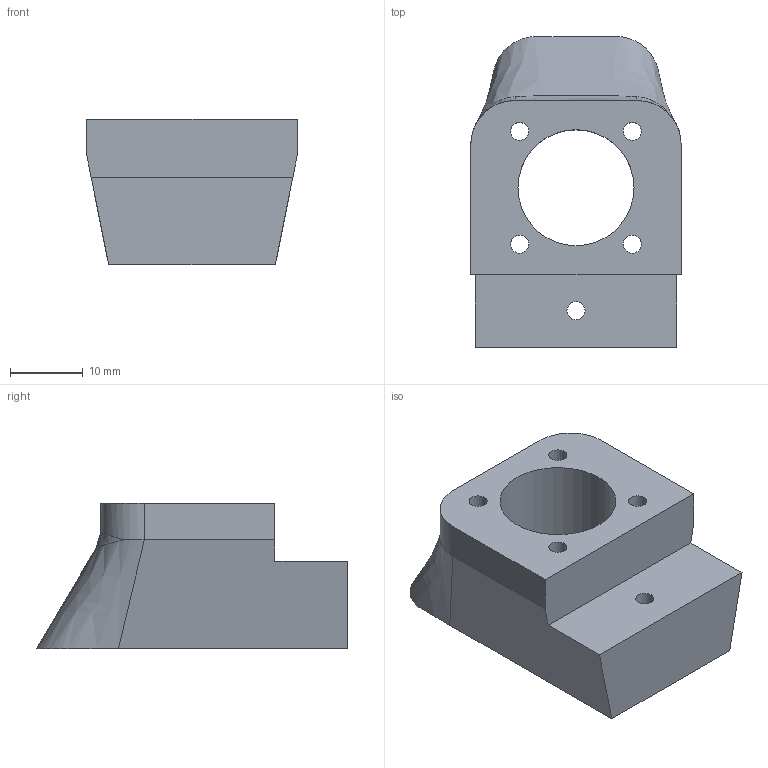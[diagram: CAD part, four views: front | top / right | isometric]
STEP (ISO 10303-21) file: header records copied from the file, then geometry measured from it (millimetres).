
FILE_DESCRIPTION(/* description */ (''),/* implementation_level */ '2;1');
FILE_NAME(/* name */ 'dragon_neck_20mm_v1.step',/* time_stamp */ '2023-01-28T13:14:49-08:00',/* author */ (''),/* organization */ (''),/* preprocessor_version */ 'ST-DEVELOPER v19.2',/* originating_system */ 'Autodesk Translation Framework v11.17.0.187',/* authorisation */ '');
FILE_SCHEMA (('AUTOMOTIVE_DESIGN { 1 0 10303 214 3 1 1 }'));
Length unit declared in the file: millimetre
Products named in the file (1): dragon_neck_20mm
Bounding box: 29 x 42.88 x 20 mm (x, y, z)
Volume: 12634.9 mm3; surface area: 5607.4 mm2
Topology: 1 solids, 1 shells, 34 faces, 100 edges, 67 vertices
Faces by surface type: plane 17, cylinder 13, bspline 4
Full cylindrical faces by diameter (mm): 2.5 x10, 16 x1
Entity records: 1712 total; most frequent: CARTESIAN_POINT 759, ORIENTED_EDGE 196, DIRECTION 174, EDGE_CURVE 98, VERTEX_POINT 67, AXIS2_PLACEMENT_3D 60, LINE 54, VECTOR 54
